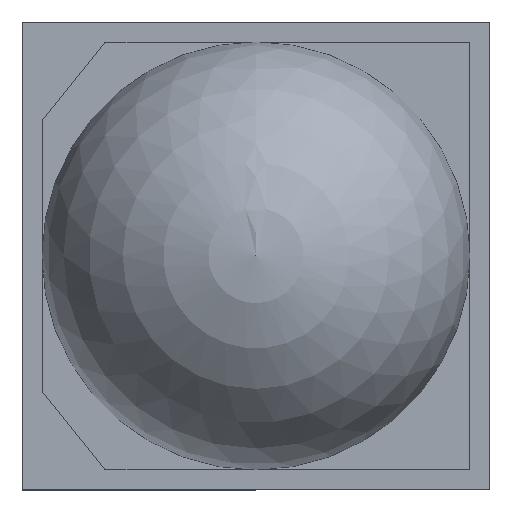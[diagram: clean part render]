
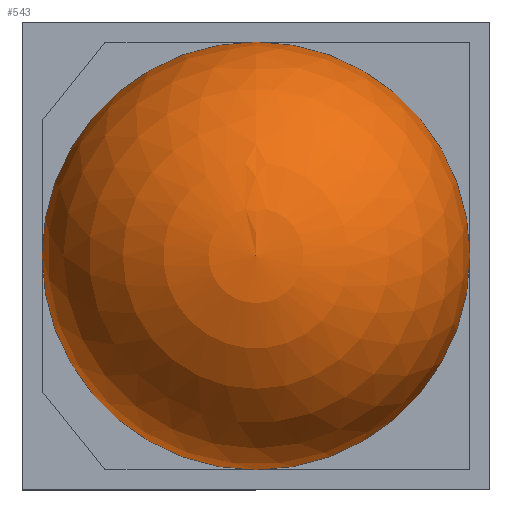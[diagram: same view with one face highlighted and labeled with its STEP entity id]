
A CAD part, top view. The second image highlights one B-rep face of the part: STEP entity #543.
In plain terms, the highlighted spherical face has radius 1.6 mm.
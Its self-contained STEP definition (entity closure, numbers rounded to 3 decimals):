
#165=SPHERICAL_SURFACE('',#718,1.6);
#167=ORIENTED_EDGE('',*,*,#312,.T.);
#312=EDGE_CURVE('',#385,#385,#434,.T.);
#385=VERTEX_POINT('',#908);
#434=CIRCLE('',#717,1.6);
#438=EDGE_LOOP('',(#167));
#474=FACE_BOUND('',#438,.T.);
#543=ADVANCED_FACE('',(#474),#165,.T.);
#717=AXIS2_PLACEMENT_3D('',#907,#759,#760);
#718=AXIS2_PLACEMENT_3D('',#909,#761,#762);
#759=DIRECTION('',(0.,0.,1.));
#760=DIRECTION('',(0.,1.,0.));
#761=DIRECTION('',(0.,0.,1.));
#762=DIRECTION('',(0.,-1.,0.));
#907=CARTESIAN_POINT('',(0.,0.,0.69));
#908=CARTESIAN_POINT('',(0.,1.6,0.69));
#909=CARTESIAN_POINT('',(0.,0.,0.69));
